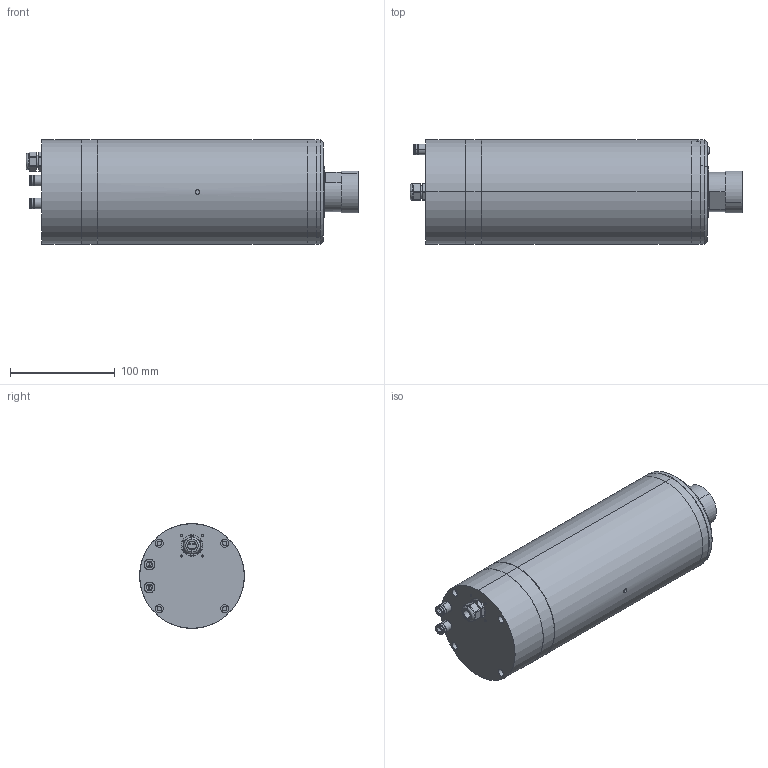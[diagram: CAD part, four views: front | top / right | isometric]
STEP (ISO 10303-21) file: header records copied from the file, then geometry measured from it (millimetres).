
FILE_DESCRIPTION (( 'STEP AP203' ), '1' );
FILE_NAME ('100主轴（手动）（不带水冷）.STEP', '2026-04-10T08:24:24', ( 'Microsoft' ), ( 'Microsoft' ), 'SwSTEP 2.0', 'SolidWorks 2018', '' );
FILE_SCHEMA (( 'CONFIG_CONTROL_DESIGN' ));
Length unit declared in the file: millimetre
Products named in the file (1): 100主轴（手动）（不带水冷）
Bounding box: 316.5 x 100 x 100 mm (x, y, z)
Surface area: 127952.2 mm2 (no closed solid volume)
Topology: 0 solids, 18 shells, 195 faces, 608 edges, 444 vertices
Faces by surface type: cylinder 96, plane 57, cone 34, torus 8
Entity records: 7366 total; most frequent: CARTESIAN_POINT 1440, DIRECTION 1412, ORIENTED_EDGE 966, AXIS2_PLACEMENT_3D 616, EDGE_CURVE 608, VERTEX_POINT 444, CIRCLE 420, EDGE_LOOP 302
